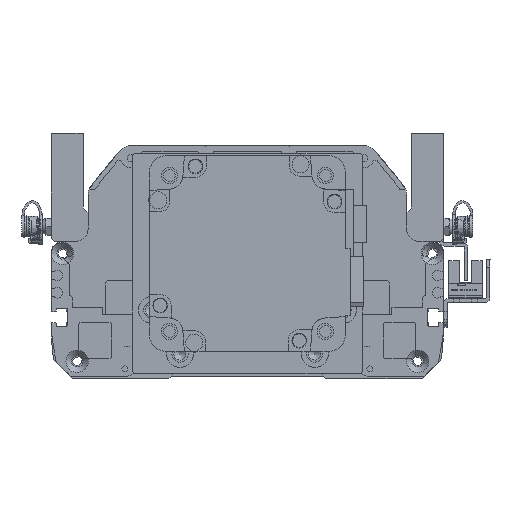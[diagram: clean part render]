
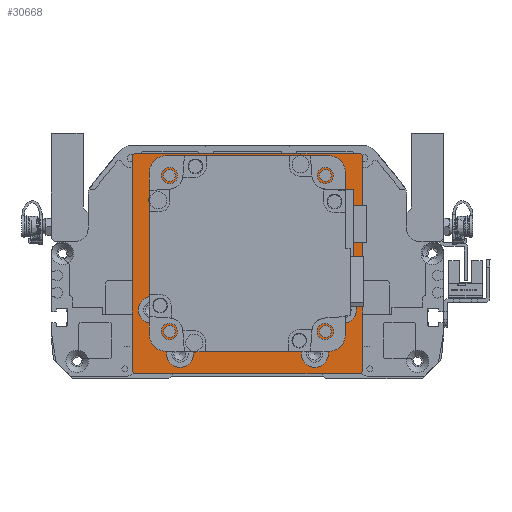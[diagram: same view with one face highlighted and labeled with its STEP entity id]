
A CAD part, front view. The second image highlights one B-rep face of the part: STEP entity #30668.
In plain terms, the highlighted face is planar.
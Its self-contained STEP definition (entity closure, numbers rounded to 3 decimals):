
#1902=FACE_BOUND('',#6634,.T.);
#1903=FACE_BOUND('',#6635,.T.);
#1904=FACE_BOUND('',#6636,.T.);
#1905=FACE_BOUND('',#6637,.T.);
#1906=FACE_BOUND('',#6638,.T.);
#1907=FACE_BOUND('',#6639,.T.);
#1908=FACE_BOUND('',#6640,.T.);
#1909=FACE_BOUND('',#6641,.T.);
#1910=FACE_BOUND('',#6642,.T.);
#2539=PLANE('',#34049);
#4747=FACE_OUTER_BOUND('',#6633,.T.);
#6633=EDGE_LOOP('',(#27959,#27960,#27961,#27962,#27963,#27964,#27965,#27966));
#6634=EDGE_LOOP('',(#27967));
#6635=EDGE_LOOP('',(#27968));
#6636=EDGE_LOOP('',(#27969));
#6637=EDGE_LOOP('',(#27970));
#6638=EDGE_LOOP('',(#27971));
#6639=EDGE_LOOP('',(#27972));
#6640=EDGE_LOOP('',(#27973));
#6641=EDGE_LOOP('',(#27974));
#6642=EDGE_LOOP('',(#27975));
#8997=LINE('',#54195,#11384);
#8999=LINE('',#54199,#11386);
#9002=LINE('',#54205,#11389);
#9003=LINE('',#54207,#11390);
#9004=LINE('',#54209,#11391);
#9005=LINE('',#54211,#11392);
#9006=LINE('',#54213,#11393);
#9007=LINE('',#54214,#11394);
#11384=VECTOR('',#41998,10.);
#11386=VECTOR('',#42002,10.);
#11389=VECTOR('',#42007,10.);
#11390=VECTOR('',#42008,10.);
#11391=VECTOR('',#42009,10.);
#11392=VECTOR('',#42010,10.);
#11393=VECTOR('',#42011,10.);
#11394=VECTOR('',#42012,10.);
#12988=CIRCLE('',#34050,35.);
#12989=CIRCLE('',#34051,2.459);
#12990=CIRCLE('',#34052,2.459);
#12991=CIRCLE('',#34053,2.459);
#12992=CIRCLE('',#34054,2.459);
#12993=CIRCLE('',#34055,5.5);
#12994=CIRCLE('',#34056,5.5);
#12995=CIRCLE('',#34057,5.5);
#12996=CIRCLE('',#34058,5.5);
#15700=VERTEX_POINT('',#54192);
#15701=VERTEX_POINT('',#54194);
#15702=VERTEX_POINT('',#54198);
#15704=VERTEX_POINT('',#54204);
#15705=VERTEX_POINT('',#54206);
#15706=VERTEX_POINT('',#54208);
#15707=VERTEX_POINT('',#54210);
#15708=VERTEX_POINT('',#54212);
#15709=VERTEX_POINT('',#54215);
#15710=VERTEX_POINT('',#54217);
#15711=VERTEX_POINT('',#54219);
#15712=VERTEX_POINT('',#54221);
#15713=VERTEX_POINT('',#54223);
#15714=VERTEX_POINT('',#54225);
#15715=VERTEX_POINT('',#54227);
#15716=VERTEX_POINT('',#54229);
#15717=VERTEX_POINT('',#54231);
#19850=EDGE_CURVE('',#15700,#15701,#8997,.T.);
#19852=EDGE_CURVE('',#15702,#15701,#8999,.T.);
#19855=EDGE_CURVE('',#15700,#15704,#9002,.T.);
#19856=EDGE_CURVE('',#15705,#15704,#9003,.T.);
#19857=EDGE_CURVE('',#15705,#15706,#9004,.T.);
#19858=EDGE_CURVE('',#15707,#15706,#9005,.T.);
#19859=EDGE_CURVE('',#15707,#15708,#9006,.T.);
#19860=EDGE_CURVE('',#15702,#15708,#9007,.T.);
#19861=EDGE_CURVE('',#15709,#15709,#12988,.T.);
#19862=EDGE_CURVE('',#15710,#15710,#12989,.T.);
#19863=EDGE_CURVE('',#15711,#15711,#12990,.T.);
#19864=EDGE_CURVE('',#15712,#15712,#12991,.T.);
#19865=EDGE_CURVE('',#15713,#15713,#12992,.T.);
#19866=EDGE_CURVE('',#15714,#15714,#12993,.T.);
#19867=EDGE_CURVE('',#15715,#15715,#12994,.T.);
#19868=EDGE_CURVE('',#15716,#15716,#12995,.T.);
#19869=EDGE_CURVE('',#15717,#15717,#12996,.T.);
#27959=ORIENTED_EDGE('',*,*,#19850,.F.);
#27960=ORIENTED_EDGE('',*,*,#19855,.T.);
#27961=ORIENTED_EDGE('',*,*,#19856,.F.);
#27962=ORIENTED_EDGE('',*,*,#19857,.T.);
#27963=ORIENTED_EDGE('',*,*,#19858,.F.);
#27964=ORIENTED_EDGE('',*,*,#19859,.T.);
#27965=ORIENTED_EDGE('',*,*,#19860,.F.);
#27966=ORIENTED_EDGE('',*,*,#19852,.T.);
#27967=ORIENTED_EDGE('',*,*,#19861,.T.);
#27968=ORIENTED_EDGE('',*,*,#19862,.T.);
#27969=ORIENTED_EDGE('',*,*,#19863,.T.);
#27970=ORIENTED_EDGE('',*,*,#19864,.T.);
#27971=ORIENTED_EDGE('',*,*,#19865,.T.);
#27972=ORIENTED_EDGE('',*,*,#19866,.T.);
#27973=ORIENTED_EDGE('',*,*,#19867,.T.);
#27974=ORIENTED_EDGE('',*,*,#19868,.T.);
#27975=ORIENTED_EDGE('',*,*,#19869,.T.);
#30668=ADVANCED_FACE('',(#4747,#1902,#1903,#1904,#1905,#1906,#1907,#1908,
#1909,#1910),#2539,.T.);
#34049=AXIS2_PLACEMENT_3D('',#54203,#42005,#42006);
#34050=AXIS2_PLACEMENT_3D('',#54216,#42013,#42014);
#34051=AXIS2_PLACEMENT_3D('',#54218,#42015,#42016);
#34052=AXIS2_PLACEMENT_3D('',#54220,#42017,#42018);
#34053=AXIS2_PLACEMENT_3D('',#54222,#42019,#42020);
#34054=AXIS2_PLACEMENT_3D('',#54224,#42021,#42022);
#34055=AXIS2_PLACEMENT_3D('',#54226,#42023,#42024);
#34056=AXIS2_PLACEMENT_3D('',#54228,#42025,#42026);
#34057=AXIS2_PLACEMENT_3D('',#54230,#42027,#42028);
#34058=AXIS2_PLACEMENT_3D('',#54232,#42029,#42030);
#41998=DIRECTION('',(0.707,0.707,0.));
#42002=DIRECTION('',(-1.,0.,0.));
#42005=DIRECTION('center_axis',(0.,0.,1.));
#42006=DIRECTION('ref_axis',(1.,0.,0.));
#42007=DIRECTION('',(0.,-1.,0.));
#42008=DIRECTION('',(-0.707,0.707,0.));
#42009=DIRECTION('',(1.,0.,0.));
#42010=DIRECTION('',(-0.707,-0.707,0.));
#42011=DIRECTION('',(0.,1.,0.));
#42012=DIRECTION('',(0.707,-0.707,0.));
#42013=DIRECTION('center_axis',(0.,0.,-1.));
#42014=DIRECTION('ref_axis',(1.,0.,0.));
#42015=DIRECTION('center_axis',(0.,0.,-1.));
#42016=DIRECTION('ref_axis',(1.,0.,0.));
#42017=DIRECTION('center_axis',(0.,0.,-1.));
#42018=DIRECTION('ref_axis',(1.,0.,0.));
#42019=DIRECTION('center_axis',(0.,0.,-1.));
#42020=DIRECTION('ref_axis',(1.,0.,0.));
#42021=DIRECTION('center_axis',(0.,0.,-1.));
#42022=DIRECTION('ref_axis',(1.,0.,0.));
#42023=DIRECTION('center_axis',(0.,0.,-1.));
#42024=DIRECTION('ref_axis',(1.,0.,0.));
#42025=DIRECTION('center_axis',(0.,0.,-1.));
#42026=DIRECTION('ref_axis',(1.,0.,0.));
#42027=DIRECTION('center_axis',(0.,0.,-1.));
#42028=DIRECTION('ref_axis',(1.,0.,0.));
#42029=DIRECTION('center_axis',(0.,0.,-1.));
#42030=DIRECTION('ref_axis',(1.,0.,0.));
#54192=CARTESIAN_POINT('',(-47.,44.5,76.));
#54194=CARTESIAN_POINT('',(-46.,45.5,76.));
#54195=CARTESIAN_POINT('',(-46.125,45.375,76.));
#54198=CARTESIAN_POINT('',(46.,45.5,76.));
#54199=CARTESIAN_POINT('',(47.,45.5,76.));
#54203=CARTESIAN_POINT('Origin',(0.,0.,
76.));
#54204=CARTESIAN_POINT('',(-47.,-43.5,76.));
#54205=CARTESIAN_POINT('',(-47.,44.5,76.));
#54206=CARTESIAN_POINT('',(-46.,-44.5,76.));
#54207=CARTESIAN_POINT('',(-45.875,-44.625,76.));
#54208=CARTESIAN_POINT('',(46.,-44.5,76.));
#54209=CARTESIAN_POINT('',(-47.,-44.5,76.));
#54210=CARTESIAN_POINT('',(47.,-43.5,76.));
#54211=CARTESIAN_POINT('',(45.875,-44.625,76.));
#54212=CARTESIAN_POINT('',(47.,44.5,76.));
#54213=CARTESIAN_POINT('',(47.,-44.5,76.));
#54214=CARTESIAN_POINT('',(46.125,45.375,76.));
#54215=CARTESIAN_POINT('',(-35.,4.5,76.));
#54216=CARTESIAN_POINT('Origin',(0.,4.5,76.));
#54217=CARTESIAN_POINT('',(29.361,-27.32,76.));
#54218=CARTESIAN_POINT('Origin',(31.82,-27.32,76.));
#54219=CARTESIAN_POINT('',(29.361,36.32,76.));
#54220=CARTESIAN_POINT('Origin',(31.82,36.32,76.));
#54221=CARTESIAN_POINT('',(-34.278,36.32,76.));
#54222=CARTESIAN_POINT('Origin',(-31.82,36.32,76.));
#54223=CARTESIAN_POINT('',(-34.278,-27.32,76.));
#54224=CARTESIAN_POINT('Origin',(-31.82,-27.32,76.));
#54225=CARTESIAN_POINT('',(-44.5,-18.5,76.));
#54226=CARTESIAN_POINT('Origin',(-39.,-18.5,76.));
#54227=CARTESIAN_POINT('',(33.5,-18.5,76.));
#54228=CARTESIAN_POINT('Origin',(39.,-18.5,76.));
#54229=CARTESIAN_POINT('',(22.,-36.5,76.));
#54230=CARTESIAN_POINT('Origin',(27.5,-36.5,76.));
#54231=CARTESIAN_POINT('',(-33.,-36.5,76.));
#54232=CARTESIAN_POINT('Origin',(-27.5,-36.5,76.));
